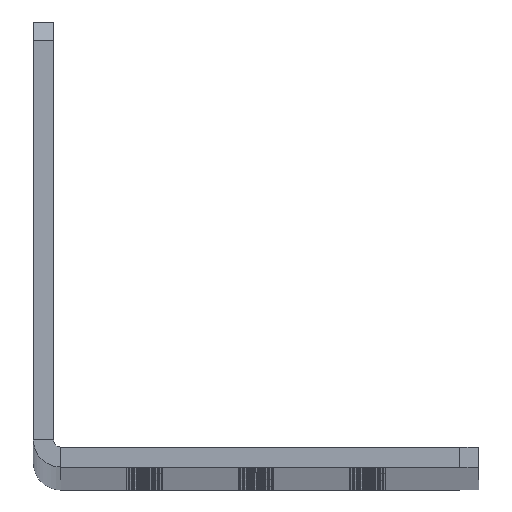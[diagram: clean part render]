
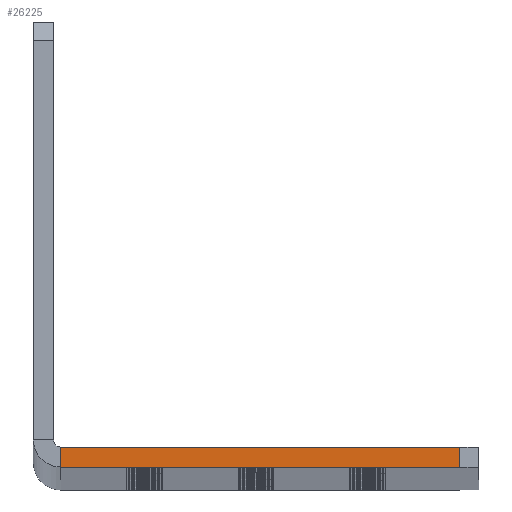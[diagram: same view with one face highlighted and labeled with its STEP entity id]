
A CAD part, top view. The second image highlights one B-rep face of the part: STEP entity #26225.
In plain terms, the highlighted planar face has unit normal (0, 0, 1).
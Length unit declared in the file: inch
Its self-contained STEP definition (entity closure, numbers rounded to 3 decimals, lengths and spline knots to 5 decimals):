
#349 = VECTOR ( 'NONE', #18160, 39.37008 ) ;
#888 = ORIENTED_EDGE ( 'NONE', *, *, #25188, .T. ) ;
#1648 = LINE ( 'NONE', #2080, #22823 ) ;
#2080 = CARTESIAN_POINT ( 'NONE',  ( 0., 0., 29.5 ) ) ;
#2486 = EDGE_CURVE ( 'NONE', #13909, #7013, #8657, .T. ) ;
#4128 = DIRECTION ( 'NONE',  ( 1., 0., 0. ) ) ;
#5331 = FACE_OUTER_BOUND ( 'NONE', #22743, .T. ) ;
#5482 = CARTESIAN_POINT ( 'NONE',  ( 1.915, 0., 29.5 ) ) ;
#5563 = DIRECTION ( 'NONE',  ( 1., 0., 0. ) ) ;
#5585 = CARTESIAN_POINT ( 'NONE',  ( 0.122, 0., 29.5 ) ) ;
#6344 = LINE ( 'NONE', #20560, #9225 ) ;
#7013 = VERTEX_POINT ( 'NONE', #5585 ) ;
#7794 = ORIENTED_EDGE ( 'NONE', *, *, #19060, .F. ) ;
#7838 = LINE ( 'NONE', #13478, #22910 ) ;
#8657 = LINE ( 'NONE', #15999, #349 ) ;
#9225 = VECTOR ( 'NONE', #12491, 39.37008 ) ;
#9501 = DIRECTION ( 'NONE',  ( 0., 0., 1. ) ) ;
#10971 = CARTESIAN_POINT ( 'NONE',  ( 1.915, 0.09, 29.5 ) ) ;
#11918 = AXIS2_PLACEMENT_3D ( 'NONE', #13560, #9501, #15787 ) ;
#12016 = EDGE_CURVE ( 'NONE', #7013, #15052, #1648, .T. ) ;
#12373 = CARTESIAN_POINT ( 'NONE',  ( 0.122, 0.09, 29.5 ) ) ;
#12491 = DIRECTION ( 'NONE',  ( 0., 1., 0. ) ) ;
#13416 = VERTEX_POINT ( 'NONE', #10971 ) ;
#13478 = CARTESIAN_POINT ( 'NONE',  ( 0., 0.09, 29.5 ) ) ;
#13560 = CARTESIAN_POINT ( 'NONE',  ( 0.122, 0.122, 29.5 ) ) ;
#13651 = PLANE ( 'NONE',  #11918 ) ;
#13909 = VERTEX_POINT ( 'NONE', #12373 ) ;
#15052 = VERTEX_POINT ( 'NONE', #5482 ) ;
#15787 = DIRECTION ( 'NONE',  ( 1., 0., 0. ) ) ;
#15999 = CARTESIAN_POINT ( 'NONE',  ( 0.122, 0.09, 29.5 ) ) ;
#17608 = ORIENTED_EDGE ( 'NONE', *, *, #2486, .T. ) ;
#18160 = DIRECTION ( 'NONE',  ( 0., -1., 0. ) ) ;
#19060 = EDGE_CURVE ( 'NONE', #13909, #13416, #7838, .T. ) ;
#20560 = CARTESIAN_POINT ( 'NONE',  ( 1.915, 0.09, 29.5 ) ) ;
#22743 = EDGE_LOOP ( 'NONE', ( #25645, #888, #7794, #17608 ) ) ;
#22823 = VECTOR ( 'NONE', #4128, 39.37008 ) ;
#22910 = VECTOR ( 'NONE', #5563, 39.37008 ) ;
#25188 = EDGE_CURVE ( 'NONE', #15052, #13416, #6344, .T. ) ;
#25645 = ORIENTED_EDGE ( 'NONE', *, *, #12016, .T. ) ;
#26225 = ADVANCED_FACE ( 'NONE', ( #5331 ), #13651, .T. ) ;
